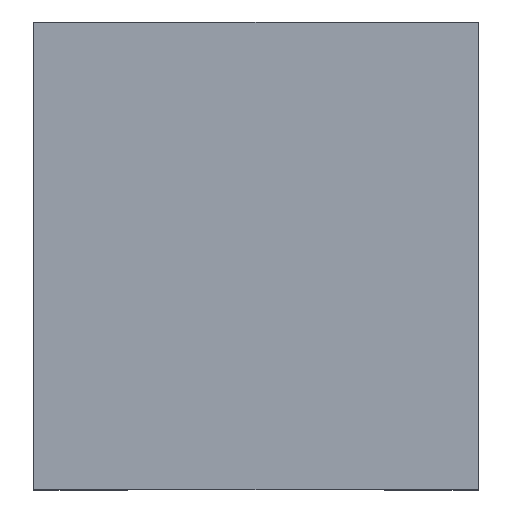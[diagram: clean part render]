
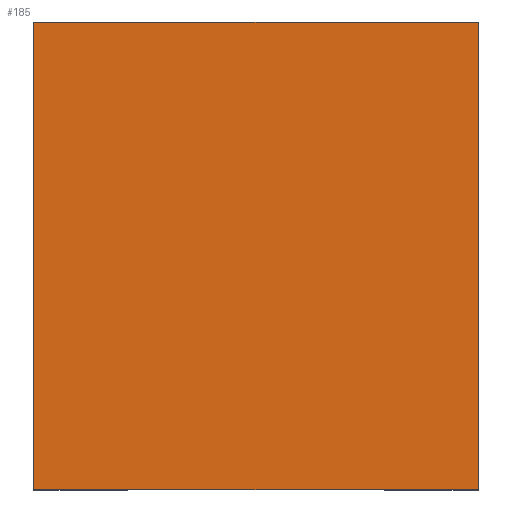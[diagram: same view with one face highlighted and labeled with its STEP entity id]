
A CAD part, top view. The second image highlights one B-rep face of the part: STEP entity #185.
In plain terms, the highlighted planar face has unit normal (0, 0, 1).
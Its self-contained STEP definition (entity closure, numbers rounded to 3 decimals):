
#19=FACE_OUTER_BOUND('',#29,.T.);
#29=EDGE_LOOP('',(#127,#128,#129,#130));
#39=LINE('',#264,#63);
#40=LINE('',#266,#64);
#41=LINE('',#268,#65);
#42=LINE('',#269,#66);
#63=VECTOR('',#215,10.);
#64=VECTOR('',#216,10.);
#65=VECTOR('',#217,10.);
#66=VECTOR('',#218,10.);
#87=VERTEX_POINT('',#262);
#88=VERTEX_POINT('',#263);
#89=VERTEX_POINT('',#265);
#90=VERTEX_POINT('',#267);
#103=EDGE_CURVE('',#87,#88,#39,.T.);
#104=EDGE_CURVE('',#88,#89,#40,.T.);
#105=EDGE_CURVE('',#89,#90,#41,.T.);
#106=EDGE_CURVE('',#90,#87,#42,.T.);
#127=ORIENTED_EDGE('',*,*,#103,.T.);
#128=ORIENTED_EDGE('',*,*,#104,.T.);
#129=ORIENTED_EDGE('',*,*,#105,.T.);
#130=ORIENTED_EDGE('',*,*,#106,.T.);
#175=PLANE('',#198);
#185=ADVANCED_FACE('',(#19),#175,.T.);
#198=AXIS2_PLACEMENT_3D('',#261,#213,#214);
#213=DIRECTION('center_axis',(0.,0.,1.));
#214=DIRECTION('ref_axis',(1.,0.,0.));
#215=DIRECTION('',(0.,1.,0.));
#216=DIRECTION('',(-1.,0.,0.));
#217=DIRECTION('',(0.,-1.,0.));
#218=DIRECTION('',(1.,0.,0.));
#261=CARTESIAN_POINT('Origin',(33.303,8.995,18.));
#262=CARTESIAN_POINT('',(42.803,-1.005,18.));
#263=CARTESIAN_POINT('',(42.803,18.995,18.));
#264=CARTESIAN_POINT('',(42.803,-1.005,18.));
#265=CARTESIAN_POINT('',(23.803,18.995,18.));
#266=CARTESIAN_POINT('',(42.803,18.995,18.));
#267=CARTESIAN_POINT('',(23.803,-1.005,18.));
#268=CARTESIAN_POINT('',(23.803,18.995,18.));
#269=CARTESIAN_POINT('',(23.803,-1.005,18.));
